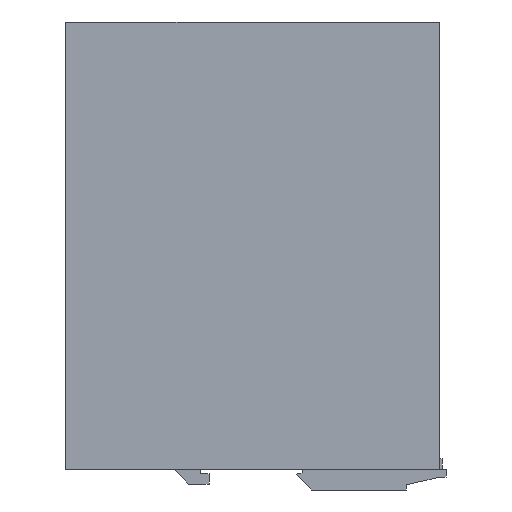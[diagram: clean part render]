
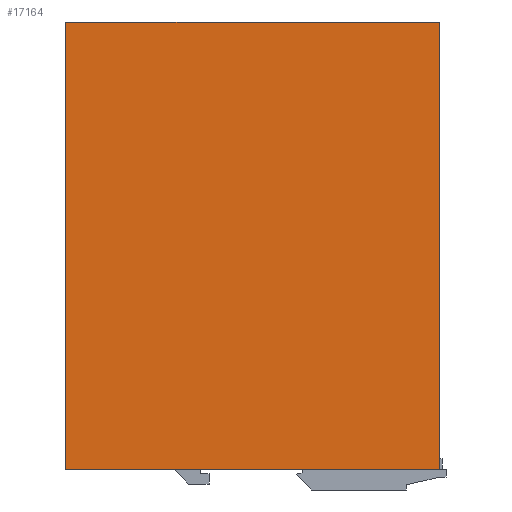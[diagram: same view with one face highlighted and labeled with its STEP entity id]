
A CAD part, left-side view. The second image highlights one B-rep face of the part: STEP entity #17164.
In plain terms, the highlighted planar face has unit normal (-1, 0, 0).
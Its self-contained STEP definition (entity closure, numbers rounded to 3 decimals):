
#616 = VERTEX_POINT ( 'NONE', #7515 ) ;
#944 = LINE ( 'NONE', #6308, #21047 ) ;
#2359 = VERTEX_POINT ( 'NONE', #23401 ) ;
#2518 = LINE ( 'NONE', #15653, #21851 ) ;
#2824 = DIRECTION ( 'NONE',  ( 0., 1., 0. ) ) ;
#5877 = DIRECTION ( 'NONE',  ( 0., 0., -1. ) ) ;
#5945 = PLANE ( 'NONE',  #9177 ) ;
#6308 = CARTESIAN_POINT ( 'NONE',  ( -40., 63.5, 0. ) ) ;
#6479 = DIRECTION ( 'NONE',  ( 0., 1., 0. ) ) ;
#7469 = CARTESIAN_POINT ( 'NONE',  ( -40., 0., 0. ) ) ;
#7515 = CARTESIAN_POINT ( 'NONE',  ( -40., -63.5, 0. ) ) ;
#8858 = ORIENTED_EDGE ( 'NONE', *, *, #9071, .F. ) ;
#8999 = FACE_OUTER_BOUND ( 'NONE', #12105, .T. ) ;
#9071 = EDGE_CURVE ( 'NONE', #11961, #2359, #12391, .T. ) ;
#9177 = AXIS2_PLACEMENT_3D ( 'NONE', #23041, #20352, #30312 ) ;
#10825 = CARTESIAN_POINT ( 'NONE',  ( -40., 63.5, 0. ) ) ;
#11163 = ORIENTED_EDGE ( 'NONE', *, *, #16729, .T. ) ;
#11961 = VERTEX_POINT ( 'NONE', #20845 ) ;
#12105 = EDGE_LOOP ( 'NONE', ( #8858, #31151, #26560, #11163 ) ) ;
#12391 = LINE ( 'NONE', #13617, #25935 ) ;
#13617 = CARTESIAN_POINT ( 'NONE',  ( -40., 0., -152.1 ) ) ;
#15653 = CARTESIAN_POINT ( 'NONE',  ( -40., -63.5, 0. ) ) ;
#16729 = EDGE_CURVE ( 'NONE', #20189, #2359, #944, .T. ) ;
#17164 = ADVANCED_FACE ( 'NONE', ( #8999 ), #5945, .F. ) ;
#18294 = DIRECTION ( 'NONE',  ( 0., 0., 1. ) ) ;
#19975 = VECTOR ( 'NONE', #2824, 1000. ) ;
#20189 = VERTEX_POINT ( 'NONE', #10825 ) ;
#20352 = DIRECTION ( 'NONE',  ( 1., 0., 0. ) ) ;
#20845 = CARTESIAN_POINT ( 'NONE',  ( -40., -63.5, -152.1 ) ) ;
#21047 = VECTOR ( 'NONE', #5877, 1000. ) ;
#21128 = LINE ( 'NONE', #7469, #19975 ) ;
#21851 = VECTOR ( 'NONE', #18294, 1000. ) ;
#23041 = CARTESIAN_POINT ( 'NONE',  ( -40., 0., 0. ) ) ;
#23401 = CARTESIAN_POINT ( 'NONE',  ( -40., 63.5, -152.1 ) ) ;
#24454 = EDGE_CURVE ( 'NONE', #11961, #616, #2518, .T. ) ;
#25935 = VECTOR ( 'NONE', #6479, 1000. ) ;
#26560 = ORIENTED_EDGE ( 'NONE', *, *, #29816, .T. ) ;
#29816 = EDGE_CURVE ( 'NONE', #616, #20189, #21128, .T. ) ;
#30312 = DIRECTION ( 'NONE',  ( 0., 0., -1. ) ) ;
#31151 = ORIENTED_EDGE ( 'NONE', *, *, #24454, .T. ) ;
